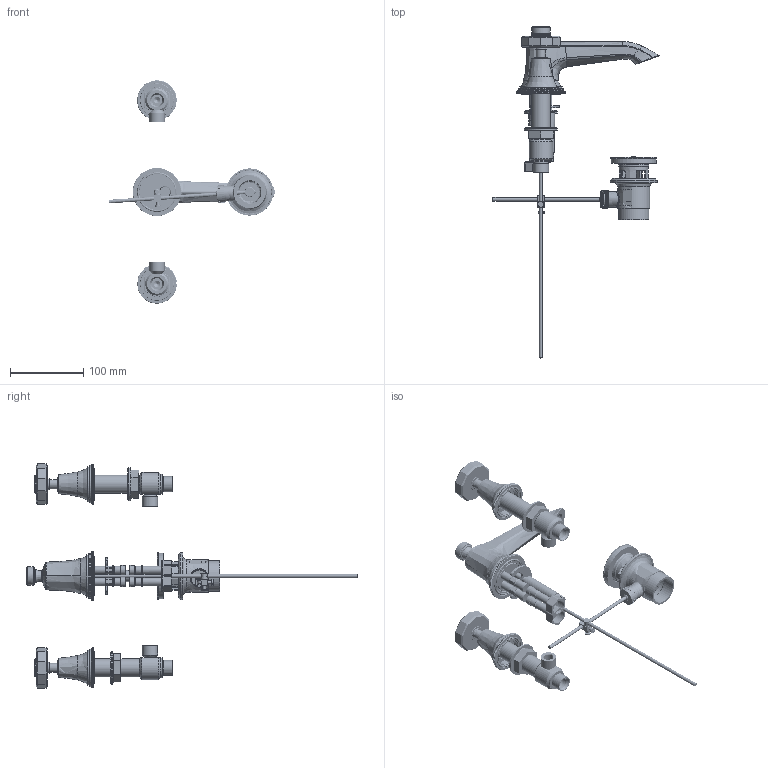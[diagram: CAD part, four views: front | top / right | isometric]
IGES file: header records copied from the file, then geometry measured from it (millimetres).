
Global section: file name: V6K14D; native system: Autodesk Inventor 2014; preprocessor: unknown; author: mblakey; date: 20131125.145854; units: millimetre
Bounding box: 226.39 x 452 x 305.2 mm (x, y, z)
Volume: 547305.2 mm3; surface area: 259820.9 mm2
Topology: 69 solids, 69 shells, 4785 faces, 12467 edges, 7986 vertices
Faces by surface type: bspline 4785
